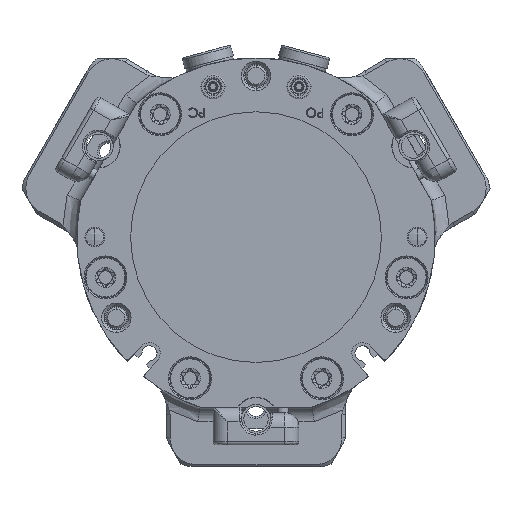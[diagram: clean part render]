
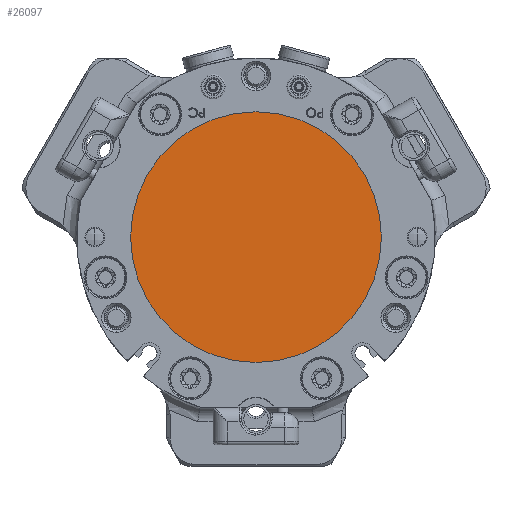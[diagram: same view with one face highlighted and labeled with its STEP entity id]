
A CAD part, front view. The second image highlights one B-rep face of the part: STEP entity #26097.
In plain terms, the highlighted planar face has unit normal (0, -1, 0).
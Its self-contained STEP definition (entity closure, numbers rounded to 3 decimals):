
#1841 = PLANE ( 'NONE',  #8675 ) ;
#4682 = VERTEX_POINT ( 'NONE', #75676 ) ;
#8675 = AXIS2_PLACEMENT_3D ( 'NONE', #105061, #67144, #104260 ) ;
#10804 = EDGE_LOOP ( 'NONE', ( #133324, #133416 ) ) ;
#26097 = ADVANCED_FACE ( 'NONE', ( #138995 ), #1841, .T. ) ;
#47837 = EDGE_CURVE ( 'NONE', #145323, #4682, #53845, .T. ) ;
#53845 = CIRCLE ( 'NONE', #146184, 35. ) ;
#67144 = DIRECTION ( 'NONE',  ( 0., -1., 0. ) ) ;
#69243 = DIRECTION ( 'NONE',  ( 0., 0., -1. ) ) ;
#75676 = CARTESIAN_POINT ( 'NONE',  ( 0., 0.25, -35. ) ) ;
#83589 = DIRECTION ( 'NONE',  ( 0., 0., -1. ) ) ;
#83610 = EDGE_CURVE ( 'NONE', #4682, #145323, #140083, .T. ) ;
#86249 = CARTESIAN_POINT ( 'NONE',  ( 0., 0.25, 0. ) ) ;
#104260 = DIRECTION ( 'NONE',  ( 0., 0., -1. ) ) ;
#105061 = CARTESIAN_POINT ( 'NONE',  ( 0., 0.25, 0. ) ) ;
#110246 = DIRECTION ( 'NONE',  ( 0., -1., 0. ) ) ;
#122172 = CARTESIAN_POINT ( 'NONE',  ( 0., 0.25, 35. ) ) ;
#131569 = DIRECTION ( 'NONE',  ( 0., -1., 0. ) ) ;
#133324 = ORIENTED_EDGE ( 'NONE', *, *, #83610, .T. ) ;
#133416 = ORIENTED_EDGE ( 'NONE', *, *, #47837, .T. ) ;
#138995 = FACE_OUTER_BOUND ( 'NONE', #10804, .T. ) ;
#140083 = CIRCLE ( 'NONE', #148043, 35. ) ;
#145323 = VERTEX_POINT ( 'NONE', #122172 ) ;
#146184 = AXIS2_PLACEMENT_3D ( 'NONE', #158044, #131569, #83589 ) ;
#148043 = AXIS2_PLACEMENT_3D ( 'NONE', #86249, #110246, #69243 ) ;
#158044 = CARTESIAN_POINT ( 'NONE',  ( 0., 0.25, 0. ) ) ;
